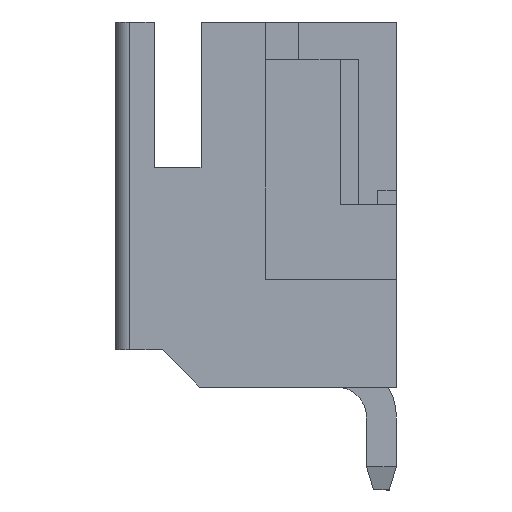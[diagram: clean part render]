
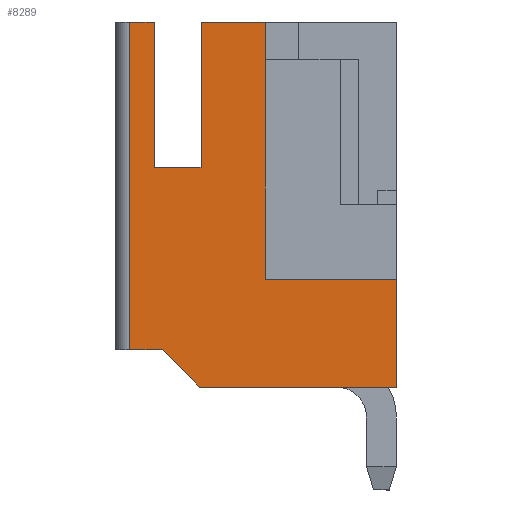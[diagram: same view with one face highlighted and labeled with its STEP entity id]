
A CAD part, left-side view. The second image highlights one B-rep face of the part: STEP entity #8289.
In plain terms, the highlighted planar face has unit normal (-1, 0, 0).
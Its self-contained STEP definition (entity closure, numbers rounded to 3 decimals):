
#427 = ORIENTED_EDGE ( 'NONE', *, *, #1029, .T. ) ;
#574 = EDGE_CURVE ( 'NONE', #12051, #11753, #3844, .T. ) ;
#648 = CARTESIAN_POINT ( 'NONE',  ( -3.8, 5.7, 0. ) ) ;
#1029 = EDGE_CURVE ( 'NONE', #10919, #4080, #9871, .T. ) ;
#1131 = EDGE_CURVE ( 'NONE', #11753, #5437, #3960, .T. ) ;
#1169 = VECTOR ( 'NONE', #11574, 1000. ) ;
#1370 = LINE ( 'NONE', #8170, #6633 ) ;
#1373 = EDGE_CURVE ( 'NONE', #4959, #5751, #9592, .T. ) ;
#1516 = CARTESIAN_POINT ( 'NONE',  ( -3.8, 4.175, 0. ) ) ;
#1693 = DIRECTION ( 'NONE',  ( 0., 0., 1. ) ) ;
#1954 = CARTESIAN_POINT ( 'NONE',  ( -3.8, 0., 0. ) ) ;
#1958 = EDGE_CURVE ( 'NONE', #5437, #4080, #4156, .T. ) ;
#2078 = CARTESIAN_POINT ( 'NONE',  ( -3.8, 4.175, 1.9 ) ) ;
#2219 = CARTESIAN_POINT ( 'NONE',  ( -3.8, 2.8, 5. ) ) ;
#2408 = DIRECTION ( 'NONE',  ( 0., 0.707, 0.707 ) ) ;
#2515 = CARTESIAN_POINT ( 'NONE',  ( -3.8, 0., 5. ) ) ;
#2617 = VECTOR ( 'NONE', #10180, 1000. ) ;
#3087 = CARTESIAN_POINT ( 'NONE',  ( -3.8, 4.175, 5. ) ) ;
#3094 = CARTESIAN_POINT ( 'NONE',  ( -3.8, 0., -2. ) ) ;
#3098 = ORIENTED_EDGE ( 'NONE', *, *, #1958, .F. ) ;
#3363 = EDGE_CURVE ( 'NONE', #11339, #10808, #10090, .T. ) ;
#3844 = LINE ( 'NONE', #9250, #11712 ) ;
#3960 = LINE ( 'NONE', #9661, #4717 ) ;
#4080 = VERTEX_POINT ( 'NONE', #12198 ) ;
#4156 = LINE ( 'NONE', #3094, #1169 ) ;
#4336 = CARTESIAN_POINT ( 'NONE',  ( -3.8, 3.5, -3.5 ) ) ;
#4451 = DIRECTION ( 'NONE',  ( 0., 0., -1. ) ) ;
#4717 = VECTOR ( 'NONE', #9835, 1000. ) ;
#4752 = EDGE_CURVE ( 'NONE', #10919, #5698, #5279, .T. ) ;
#4862 = PLANE ( 'NONE',  #8522 ) ;
#4883 = ORIENTED_EDGE ( 'NONE', *, *, #11078, .F. ) ;
#4897 = EDGE_CURVE ( 'NONE', #6982, #10808, #7695, .T. ) ;
#4959 = VERTEX_POINT ( 'NONE', #2078 ) ;
#4980 = ORIENTED_EDGE ( 'NONE', *, *, #4752, .F. ) ;
#5013 = ORIENTED_EDGE ( 'NONE', *, *, #6329, .F. ) ;
#5095 = CARTESIAN_POINT ( 'NONE',  ( -3.8, 5., -2. ) ) ;
#5162 = CARTESIAN_POINT ( 'NONE',  ( -3.8, 4.2, -2.8 ) ) ;
#5226 = CARTESIAN_POINT ( 'NONE',  ( -3.8, 0., -2.8 ) ) ;
#5279 = LINE ( 'NONE', #4336, #9654 ) ;
#5437 = VERTEX_POINT ( 'NONE', #8665 ) ;
#5698 = VERTEX_POINT ( 'NONE', #5095 ) ;
#5724 = DIRECTION ( 'NONE',  ( 0., 0., 1. ) ) ;
#5751 = VERTEX_POINT ( 'NONE', #3087 ) ;
#6047 = CARTESIAN_POINT ( 'NONE',  ( -3.8, 5.175, 5. ) ) ;
#6119 = VECTOR ( 'NONE', #11099, 1000. ) ;
#6329 = EDGE_CURVE ( 'NONE', #5698, #11339, #8963, .T. ) ;
#6476 = CARTESIAN_POINT ( 'NONE',  ( -3.8, 5.7, -2. ) ) ;
#6633 = VECTOR ( 'NONE', #8336, 1000. ) ;
#6737 = CARTESIAN_POINT ( 'NONE',  ( -3.8, 5.7, 5. ) ) ;
#6952 = EDGE_LOOP ( 'NONE', ( #5013, #4980, #427, #3098, #11987, #11948, #4883, #11208, #11436, #8753, #7608, #7341 ) ) ;
#6982 = VERTEX_POINT ( 'NONE', #10480 ) ;
#7341 = ORIENTED_EDGE ( 'NONE', *, *, #3363, .F. ) ;
#7495 = EDGE_CURVE ( 'NONE', #11471, #4959, #1370, .T. ) ;
#7608 = ORIENTED_EDGE ( 'NONE', *, *, #4897, .T. ) ;
#7635 = DIRECTION ( 'NONE',  ( 1., 0., 0. ) ) ;
#7695 = LINE ( 'NONE', #10610, #10704 ) ;
#7757 = LINE ( 'NONE', #2515, #2617 ) ;
#8016 = DIRECTION ( 'NONE',  ( 0., 0., -1. ) ) ;
#8063 = VECTOR ( 'NONE', #10230, 1000. ) ;
#8170 = CARTESIAN_POINT ( 'NONE',  ( -3.8, 0., 1.9 ) ) ;
#8289 = ADVANCED_FACE ( 'NONE', ( #8401 ), #4862, .F. ) ;
#8293 = DIRECTION ( 'NONE',  ( 0., 0., 1. ) ) ;
#8303 = VECTOR ( 'NONE', #8016, 1000. ) ;
#8336 = DIRECTION ( 'NONE',  ( 0., -1., 0. ) ) ;
#8401 = FACE_OUTER_BOUND ( 'NONE', #6952, .T. ) ;
#8445 = VECTOR ( 'NONE', #1693, 1000. ) ;
#8522 = AXIS2_PLACEMENT_3D ( 'NONE', #1954, #7635, #5724 ) ;
#8665 = CARTESIAN_POINT ( 'NONE',  ( -3.8, 0., -0.5 ) ) ;
#8753 = ORIENTED_EDGE ( 'NONE', *, *, #9645, .F. ) ;
#8963 = LINE ( 'NONE', #11084, #8063 ) ;
#9250 = CARTESIAN_POINT ( 'NONE',  ( -3.8, 2.8, 5. ) ) ;
#9592 = LINE ( 'NONE', #1516, #10830 ) ;
#9645 = EDGE_CURVE ( 'NONE', #6982, #11471, #12362, .T. ) ;
#9654 = VECTOR ( 'NONE', #2408, 1000. ) ;
#9661 = CARTESIAN_POINT ( 'NONE',  ( -3.8, 2.8, -0.5 ) ) ;
#9835 = DIRECTION ( 'NONE',  ( 0., -1., 0. ) ) ;
#9871 = LINE ( 'NONE', #5226, #6119 ) ;
#10090 = LINE ( 'NONE', #648, #8445 ) ;
#10180 = DIRECTION ( 'NONE',  ( 0., -1., 0. ) ) ;
#10230 = DIRECTION ( 'NONE',  ( 0., 1., 0. ) ) ;
#10480 = CARTESIAN_POINT ( 'NONE',  ( -3.8, 5.175, 5. ) ) ;
#10610 = CARTESIAN_POINT ( 'NONE',  ( -3.8, 6., 5. ) ) ;
#10704 = VECTOR ( 'NONE', #11578, 1000. ) ;
#10808 = VERTEX_POINT ( 'NONE', #6737 ) ;
#10830 = VECTOR ( 'NONE', #8293, 1000. ) ;
#10919 = VERTEX_POINT ( 'NONE', #5162 ) ;
#11078 = EDGE_CURVE ( 'NONE', #5751, #12051, #7757, .T. ) ;
#11084 = CARTESIAN_POINT ( 'NONE',  ( -3.8, 6., -2. ) ) ;
#11099 = DIRECTION ( 'NONE',  ( 0., -1., 0. ) ) ;
#11208 = ORIENTED_EDGE ( 'NONE', *, *, #1373, .F. ) ;
#11276 = CARTESIAN_POINT ( 'NONE',  ( -3.8, 2.8, -0.5 ) ) ;
#11339 = VERTEX_POINT ( 'NONE', #6476 ) ;
#11436 = ORIENTED_EDGE ( 'NONE', *, *, #7495, .F. ) ;
#11471 = VERTEX_POINT ( 'NONE', #12497 ) ;
#11574 = DIRECTION ( 'NONE',  ( 0., 0., -1. ) ) ;
#11578 = DIRECTION ( 'NONE',  ( 0., 1., 0. ) ) ;
#11712 = VECTOR ( 'NONE', #4451, 1000. ) ;
#11753 = VERTEX_POINT ( 'NONE', #11276 ) ;
#11948 = ORIENTED_EDGE ( 'NONE', *, *, #574, .F. ) ;
#11987 = ORIENTED_EDGE ( 'NONE', *, *, #1131, .F. ) ;
#12051 = VERTEX_POINT ( 'NONE', #2219 ) ;
#12198 = CARTESIAN_POINT ( 'NONE',  ( -3.8, 0., -2.8 ) ) ;
#12362 = LINE ( 'NONE', #6047, #8303 ) ;
#12497 = CARTESIAN_POINT ( 'NONE',  ( -3.8, 5.175, 1.9 ) ) ;
